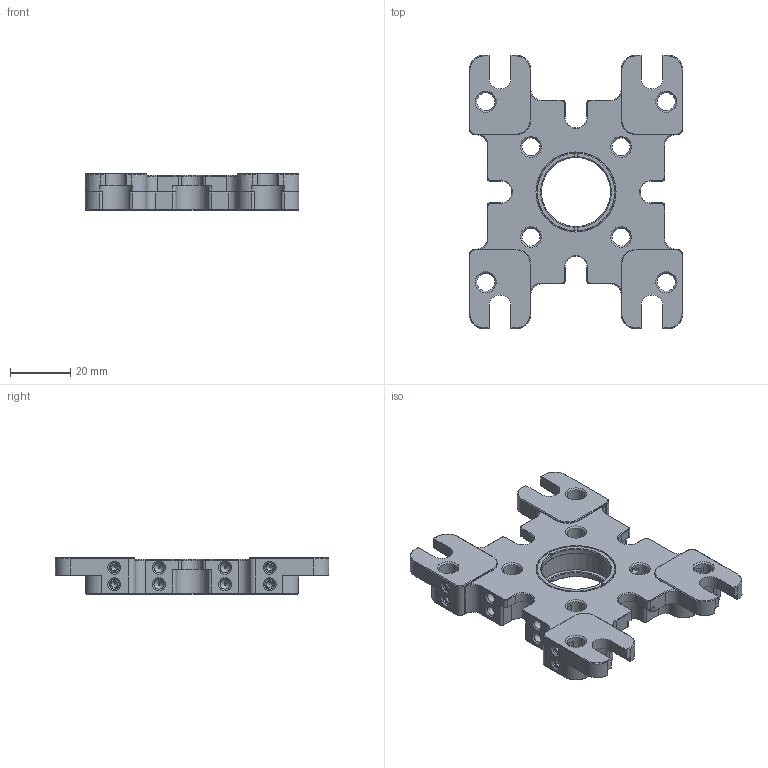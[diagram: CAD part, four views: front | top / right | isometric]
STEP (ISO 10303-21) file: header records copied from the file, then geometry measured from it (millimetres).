
FILE_DESCRIPTION (( 'STEP AP203' ), '1' );
FILE_NAME ('530077.STEP', '2025-07-29T01:24:39', ( 'Windows User' ), ( 'P R C' ), 'SwSTEP 2.0', 'SolidWorks 2020', '' );
FILE_SCHEMA (( 'CONFIG_CONTROL_DESIGN' ));
Length unit declared in the file: millimetre
Products named in the file (1): 530077
Bounding box: 71.1 x 91 x 12 mm (x, y, z)
Surface area: 18326.2 mm2 (no closed solid volume)
Topology: 0 solids, 27 shells, 583 faces, 1501 edges, 914 vertices
Faces by surface type: plane 252, cone 222, cylinder 109
Full cylindrical faces by diameter (mm): 3.3 x16, 6 x8, 23.009 x2, 25.654 x1, 26.289 x2
Entity records: 17521 total; most frequent: CARTESIAN_POINT 4296, DIRECTION 2804, ORIENTED_EDGE 2528, EDGE_CURVE 1304, AXIS2_PLACEMENT_3D 1044, VERTEX_POINT 824, EDGE_LOOP 718, LINE 716
